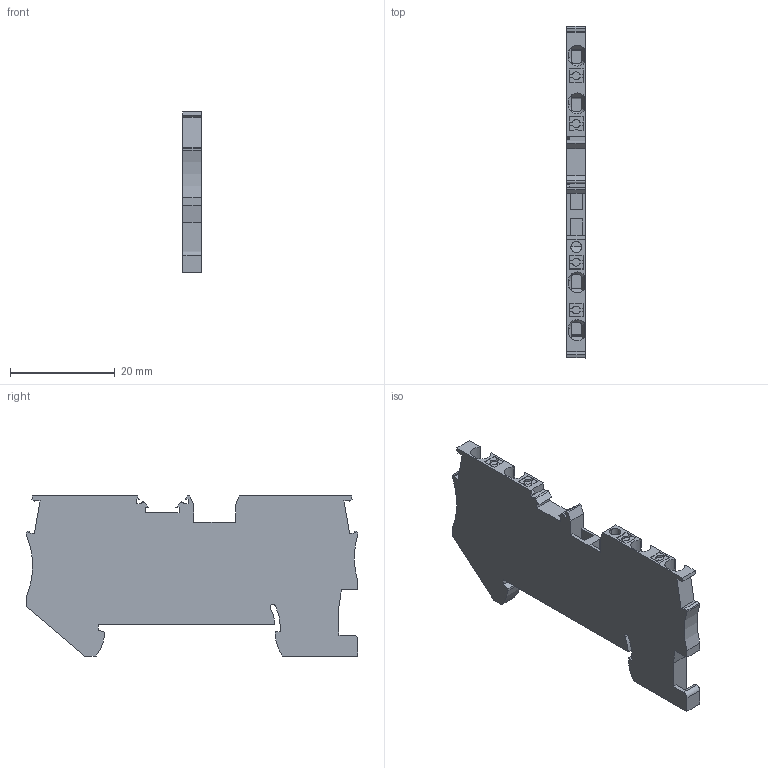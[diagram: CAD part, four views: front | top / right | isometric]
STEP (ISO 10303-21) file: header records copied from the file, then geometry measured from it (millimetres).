
FILE_DESCRIPTION(/* description */ ('Alibre Inc.'),/* implementation_level */ '2;1');
FILE_NAME(/* name */ 'export-62983F3A-D0AC-42BD-939A-4A1B50ADF2B4',/* time_stamp */ '2019-10-07T15:37:13+02:00',/* author */ (''),/* organization */ (''),/* preprocessor_version */ 'ST-DEVELOPER v17',/* originating_system */ 'Alibre',/* authorisation */ '');
FILE_SCHEMA (('AUTOMOTIVE_DESIGN'));
Length unit declared in the file: millimetre
Bounding box: 3.5 x 63.2 x 30.5 mm (x, y, z)
Volume: 4807.9 mm3; surface area: 4534.7 mm2
Topology: 1 solids, 1 shells, 260 faces, 744 edges, 491 vertices
Faces by surface type: plane 210, cylinder 46, cone 4
Entity records: 9666 total; most frequent: CARTESIAN_POINT 2802, ORIENTED_EDGE 1488, DIRECTION 1098, EDGE_CURVE 744, VECTOR 599, LINE 599, VERTEX_POINT 491, AXIS2_PLACEMENT_3D 351
